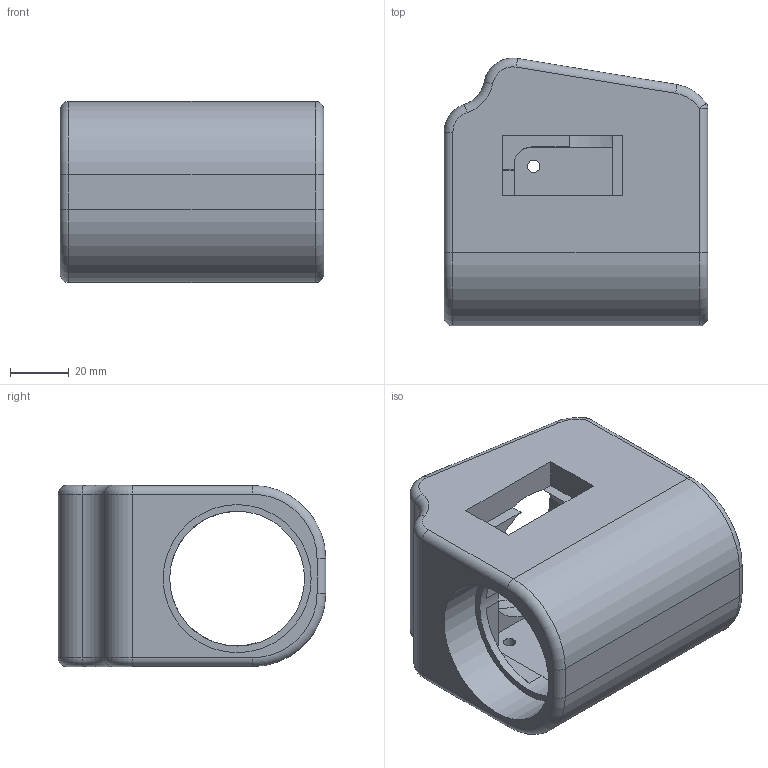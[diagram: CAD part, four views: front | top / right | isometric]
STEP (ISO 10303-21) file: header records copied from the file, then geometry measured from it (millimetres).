
FILE_DESCRIPTION(/* description */ (''),/* implementation_level */ '2;1');
FILE_NAME(/* name */ 'Trappe Haute.stp',/* time_stamp */ '2017-05-02T11:47:40+02:00',/* author */ ('dimercur'),/* organization */ (''),/* preprocessor_version */ 'ST-DEVELOPER v16.1',/* originating_system */ 'Autodesk Inventor 2016',/* authorisation */ '');
FILE_SCHEMA (('AUTOMOTIVE_DESIGN { 1 0 10303 214 3 1 1 }'));
Length unit declared in the file: millimetre
Products named in the file (1): Trappe Haute
Bounding box: 90 x 91.29 x 61.8 mm (x, y, z)
Volume: 203726.1 mm3; surface area: 46018.4 mm2
Topology: 1 solids, 1 shells, 67 faces, 166 edges, 102 vertices
Faces by surface type: plane 28, cylinder 24, torus 12, sphere 2, bspline 1
Full cylindrical faces by diameter (mm): 4.2 x1, 46 x2, 50.5 x3
Entity records: 1977 total; most frequent: DIRECTION 364, CARTESIAN_POINT 352, ORIENTED_EDGE 310, EDGE_CURVE 155, AXIS2_PLACEMENT_3D 145, VERTEX_POINT 99, EDGE_LOOP 82, LINE 74
